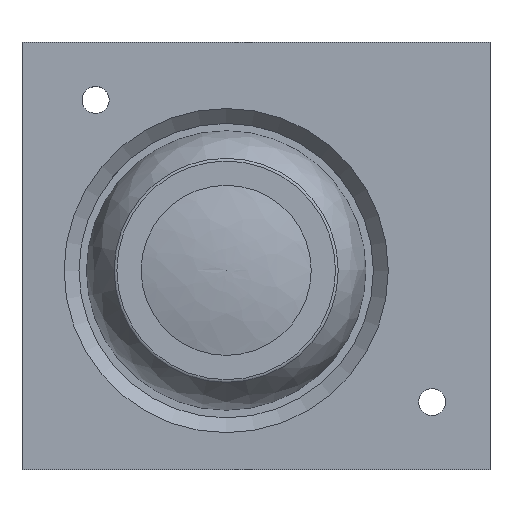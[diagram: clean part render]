
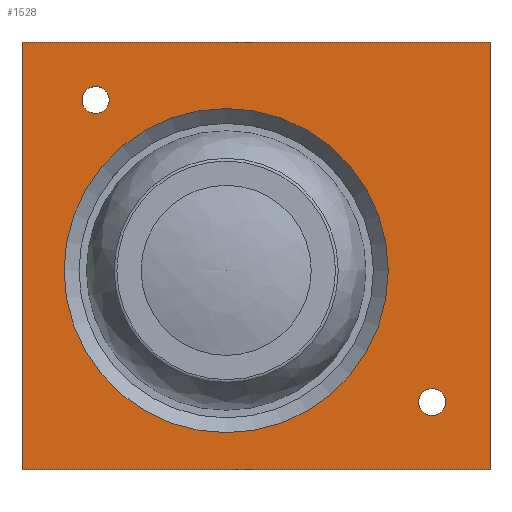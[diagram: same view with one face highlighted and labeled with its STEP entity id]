
A CAD part, top view. The second image highlights one B-rep face of the part: STEP entity #1528.
In plain terms, the highlighted planar face has unit normal (0, 0, 1).
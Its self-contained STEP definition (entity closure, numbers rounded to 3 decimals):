
#1303 = VERTEX_POINT('',#1304);
#1304 = CARTESIAN_POINT('',(10.325,-7.05,2.));
#1312 = EDGE_CURVE('',#1303,#1303,#1313,.T.);
#1313 = CIRCLE('',#1314,0.725);
#1314 = AXIS2_PLACEMENT_3D('',#1315,#1316,#1317);
#1315 = CARTESIAN_POINT('',(11.05,-7.05,2.));
#1316 = DIRECTION('',(0.,0.,-1.));
#1317 = DIRECTION('',(1.,0.,0.));
#1483 = VERTEX_POINT('',#1484);
#1484 = CARTESIAN_POINT('',(8.694,0.,2.));
#1500 = EDGE_CURVE('',#1483,#1483,#1501,.T.);
#1501 = CIRCLE('',#1502,8.694);
#1502 = AXIS2_PLACEMENT_3D('',#1503,#1504,#1505);
#1503 = CARTESIAN_POINT('',(0.,0.,2.)
  );
#1504 = DIRECTION('',(0.,0.,1.));
#1505 = DIRECTION('',(-1.,0.,0.));
#1528 = ADVANCED_FACE('',(#1529,#1563,#1566,#1577),#1580,.T.);
#1529 = FACE_BOUND('',#1530,.T.);
#1530 = EDGE_LOOP('',(#1531,#1541,#1549,#1557));
#1531 = ORIENTED_EDGE('',*,*,#1532,.T.);
#1532 = EDGE_CURVE('',#1533,#1535,#1537,.T.);
#1533 = VERTEX_POINT('',#1534);
#1534 = CARTESIAN_POINT('',(14.15,-10.677,2.));
#1535 = VERTEX_POINT('',#1536);
#1536 = CARTESIAN_POINT('',(14.15,12.25,2.));
#1537 = LINE('',#1538,#1539);
#1538 = CARTESIAN_POINT('',(14.15,-10.677,2.));
#1539 = VECTOR('',#1540,1.);
#1540 = DIRECTION('',(0.,1.,0.));
#1541 = ORIENTED_EDGE('',*,*,#1542,.T.);
#1542 = EDGE_CURVE('',#1535,#1543,#1545,.T.);
#1543 = VERTEX_POINT('',#1544);
#1544 = CARTESIAN_POINT('',(-10.95,12.25,2.));
#1545 = LINE('',#1546,#1547);
#1546 = CARTESIAN_POINT('',(14.15,12.25,2.));
#1547 = VECTOR('',#1548,1.);
#1548 = DIRECTION('',(-1.,0.,0.));
#1549 = ORIENTED_EDGE('',*,*,#1550,.T.);
#1550 = EDGE_CURVE('',#1543,#1551,#1553,.T.);
#1551 = VERTEX_POINT('',#1552);
#1552 = CARTESIAN_POINT('',(-10.95,-10.677,2.));
#1553 = LINE('',#1554,#1555);
#1554 = CARTESIAN_POINT('',(-10.95,12.25,2.));
#1555 = VECTOR('',#1556,1.);
#1556 = DIRECTION('',(0.,-1.,0.));
#1557 = ORIENTED_EDGE('',*,*,#1558,.T.);
#1558 = EDGE_CURVE('',#1551,#1533,#1559,.T.);
#1559 = LINE('',#1560,#1561);
#1560 = CARTESIAN_POINT('',(-10.95,-10.677,2.));
#1561 = VECTOR('',#1562,1.);
#1562 = DIRECTION('',(1.,0.,0.));
#1563 = FACE_BOUND('',#1564,.T.);
#1564 = EDGE_LOOP('',(#1565));
#1565 = ORIENTED_EDGE('',*,*,#1312,.T.);
#1566 = FACE_BOUND('',#1567,.T.);
#1567 = EDGE_LOOP('',(#1568));
#1568 = ORIENTED_EDGE('',*,*,#1569,.T.);
#1569 = EDGE_CURVE('',#1570,#1570,#1572,.T.);
#1570 = VERTEX_POINT('',#1571);
#1571 = CARTESIAN_POINT('',(-7.725,9.15,2.));
#1572 = CIRCLE('',#1573,0.725);
#1573 = AXIS2_PLACEMENT_3D('',#1574,#1575,#1576);
#1574 = CARTESIAN_POINT('',(-7.,9.15,2.));
#1575 = DIRECTION('',(0.,0.,-1.));
#1576 = DIRECTION('',(1.,0.,0.));
#1577 = FACE_BOUND('',#1578,.T.);
#1578 = EDGE_LOOP('',(#1579));
#1579 = ORIENTED_EDGE('',*,*,#1500,.F.);
#1580 = PLANE('',#1581);
#1581 = AXIS2_PLACEMENT_3D('',#1582,#1583,#1584);
#1582 = CARTESIAN_POINT('',(1.8,0.986,2.));
#1583 = DIRECTION('',(0.,0.,1.));
#1584 = DIRECTION('',(-1.,0.,0.));
